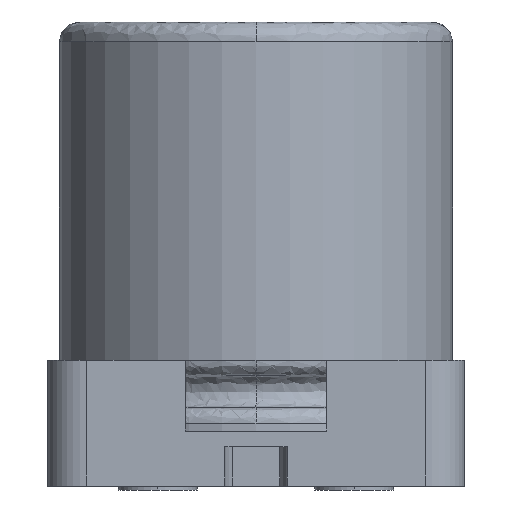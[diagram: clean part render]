
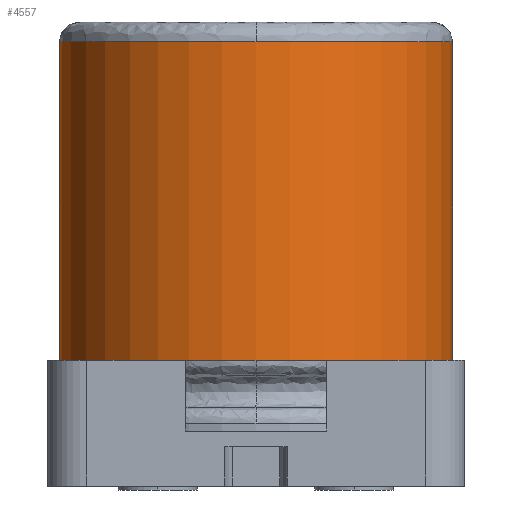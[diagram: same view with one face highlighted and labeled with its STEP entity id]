
A CAD part, left-side view. The second image highlights one B-rep face of the part: STEP entity #4557.
In plain terms, the highlighted cylindrical face has radius 2.5 mm (diameter 5 mm), a partial arc.
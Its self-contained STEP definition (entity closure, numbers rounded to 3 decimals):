
#194 = DIRECTION ( 'NONE',  ( 0., 0., 1. ) ) ;
#357 = EDGE_CURVE ( 'NONE', #3196, #6837, #1494, .T. ) ;
#497 = CARTESIAN_POINT ( 'NONE',  ( 0., 0., 3.625 ) ) ;
#504 = DIRECTION ( 'NONE',  ( 0., 0., -1. ) ) ;
#645 = DIRECTION ( 'NONE',  ( 0., 0., -1. ) ) ;
#913 = DIRECTION ( 'NONE',  ( 0., 0., -1. ) ) ;
#980 = CARTESIAN_POINT ( 'NONE',  ( -2.5, 0., 1.6 ) ) ;
#1074 = CARTESIAN_POINT ( 'NONE',  ( 0., -2.5, 3.625 ) ) ;
#1090 = DIRECTION ( 'NONE',  ( 0., 1., 0. ) ) ;
#1192 = CARTESIAN_POINT ( 'NONE',  ( 0., -2.5, 1.6 ) ) ;
#1242 = ORIENTED_EDGE ( 'NONE', *, *, #357, .T. ) ;
#1432 = CIRCLE ( 'NONE', #2453, 2.5 ) ;
#1479 = ORIENTED_EDGE ( 'NONE', *, *, #4227, .F. ) ;
#1494 = LINE ( 'NONE', #6638, #2729 ) ;
#1635 = AXIS2_PLACEMENT_3D ( 'NONE', #6679, #5676, #5573 ) ;
#2079 = ORIENTED_EDGE ( 'NONE', *, *, #6169, .T. ) ;
#2404 = CARTESIAN_POINT ( 'NONE',  ( 0., 0., 1.6 ) ) ;
#2453 = AXIS2_PLACEMENT_3D ( 'NONE', #3864, #504, #4368 ) ;
#2498 = EDGE_CURVE ( 'NONE', #5122, #3385, #6576, .T. ) ;
#2729 = VECTOR ( 'NONE', #6861, 1000. ) ;
#2797 = CARTESIAN_POINT ( 'NONE',  ( -2.5, 0., 5.65 ) ) ;
#2835 = EDGE_CURVE ( 'NONE', #3400, #2977, #5309, .T. ) ;
#2942 = DIRECTION ( 'NONE',  ( 0., 1., 0. ) ) ;
#2977 = VERTEX_POINT ( 'NONE', #2797 ) ;
#3196 = VERTEX_POINT ( 'NONE', #5281 ) ;
#3385 = VERTEX_POINT ( 'NONE', #1192 ) ;
#3400 = VERTEX_POINT ( 'NONE', #4805 ) ;
#3706 = ORIENTED_EDGE ( 'NONE', *, *, #5701, .T. ) ;
#3864 = CARTESIAN_POINT ( 'NONE',  ( 0., 0., 5.65 ) ) ;
#3978 = CARTESIAN_POINT ( 'NONE',  ( 0., 2.5, 1.6 ) ) ;
#3990 = VECTOR ( 'NONE', #645, 1000. ) ;
#4008 = ORIENTED_EDGE ( 'NONE', *, *, #2835, .T. ) ;
#4227 = EDGE_CURVE ( 'NONE', #3400, #3385, #5329, .T. ) ;
#4355 = AXIS2_PLACEMENT_3D ( 'NONE', #4844, #194, #1090 ) ;
#4368 = DIRECTION ( 'NONE',  ( 0., 1., 0. ) ) ;
#4557 = ADVANCED_FACE ( 'NONE', ( #6926 ), #5132, .T. ) ;
#4567 = EDGE_LOOP ( 'NONE', ( #1479, #4008, #3706, #1242, #2079, #5247 ) ) ;
#4805 = CARTESIAN_POINT ( 'NONE',  ( 0., -2.5, 5.65 ) ) ;
#4844 = CARTESIAN_POINT ( 'NONE',  ( 0., 0., 1.6 ) ) ;
#5122 = VERTEX_POINT ( 'NONE', #980 ) ;
#5132 = CYLINDRICAL_SURFACE ( 'NONE', #6929, 2.5 ) ;
#5247 = ORIENTED_EDGE ( 'NONE', *, *, #2498, .T. ) ;
#5281 = CARTESIAN_POINT ( 'NONE',  ( 0., 2.5, 5.65 ) ) ;
#5309 = CIRCLE ( 'NONE', #1635, 2.5 ) ;
#5329 = LINE ( 'NONE', #1074, #3990 ) ;
#5573 = DIRECTION ( 'NONE',  ( 0., 1., 0. ) ) ;
#5676 = DIRECTION ( 'NONE',  ( 0., 0., -1. ) ) ;
#5701 = EDGE_CURVE ( 'NONE', #2977, #3196, #1432, .T. ) ;
#6076 = DIRECTION ( 'NONE',  ( 0., 0., 1. ) ) ;
#6169 = EDGE_CURVE ( 'NONE', #6837, #5122, #6944, .T. ) ;
#6576 = CIRCLE ( 'NONE', #4355, 2.5 ) ;
#6579 = AXIS2_PLACEMENT_3D ( 'NONE', #2404, #6076, #2942 ) ;
#6638 = CARTESIAN_POINT ( 'NONE',  ( 0., 2.5, 3.625 ) ) ;
#6679 = CARTESIAN_POINT ( 'NONE',  ( 0., 0., 5.65 ) ) ;
#6837 = VERTEX_POINT ( 'NONE', #3978 ) ;
#6861 = DIRECTION ( 'NONE',  ( 0., 0., -1. ) ) ;
#6926 = FACE_OUTER_BOUND ( 'NONE', #4567, .T. ) ;
#6929 = AXIS2_PLACEMENT_3D ( 'NONE', #497, #913, #6946 ) ;
#6944 = CIRCLE ( 'NONE', #6579, 2.5 ) ;
#6946 = DIRECTION ( 'NONE',  ( 0., 1., 0. ) ) ;
